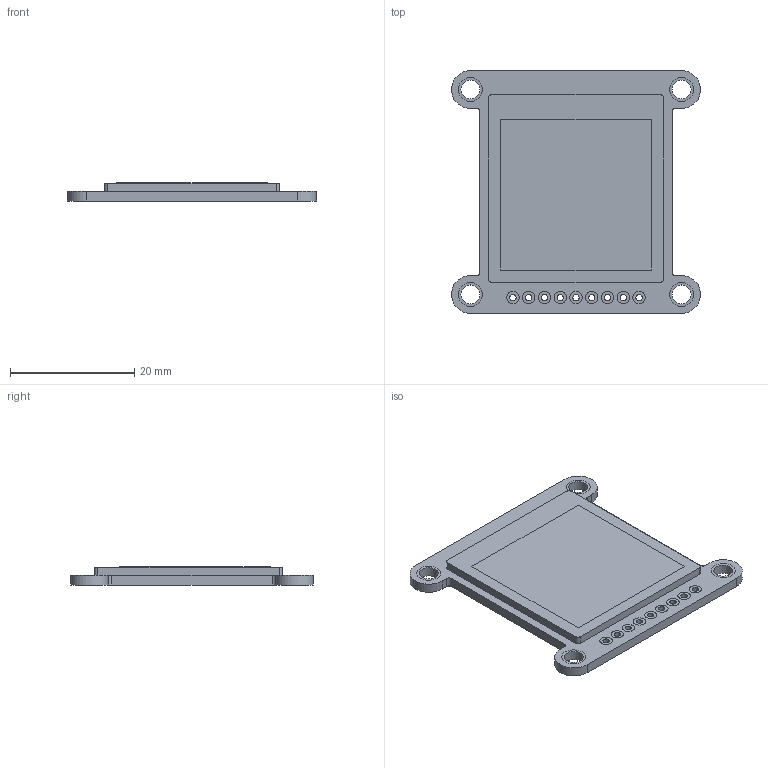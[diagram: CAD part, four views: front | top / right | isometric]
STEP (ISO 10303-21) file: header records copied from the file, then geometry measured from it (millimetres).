
FILE_DESCRIPTION(/* description */ (''),/* implementation_level */ '2;1');
FILE_NAME(/* name */ 'Adafruit Sharp Memory Display v4.step',/* time_stamp */ '2021-03-01T18:40:21-05:00',/* author */ (''),/* organization */ (''),/* preprocessor_version */ 'ST-DEVELOPER v18.1',/* originating_system */ 'Autodesk Translation Framework v9.7.1.1290',/* authorisation */ '');
FILE_SCHEMA (('AUTOMOTIVE_DESIGN { 1 0 10303 214 3 1 1 }'));
Length unit declared in the file: millimetre
Products named in the file (2): Adafruit Sharp Memory Display; Adafruit Sharp Memory Display_1
Assembly tree (1 placements, depth 2):
  Adafruit Sharp Memory Display
    Adafruit Sharp Memory Display_1
Bounding box: 40.14 x 39.12 x 2.91 mm (x, y, z)
Volume: 3909.9 mm3; surface area: 6405.9 mm2
Topology: 16 solids, 16 shells, 99 faces, 201 edges, 134 vertices
Faces by surface type: cylinder 51, plane 48
Full cylindrical faces by diameter (mm): 1.02 x9, 2 x18, 3.05 x4, 3.876 x8
Entity records: 2809 total; most frequent: DIRECTION 507, CARTESIAN_POINT 437, ORIENTED_EDGE 402, AXIS2_PLACEMENT_3D 204, EDGE_CURVE 201, EDGE_LOOP 151, VERTEX_POINT 134, CIRCLE 102
